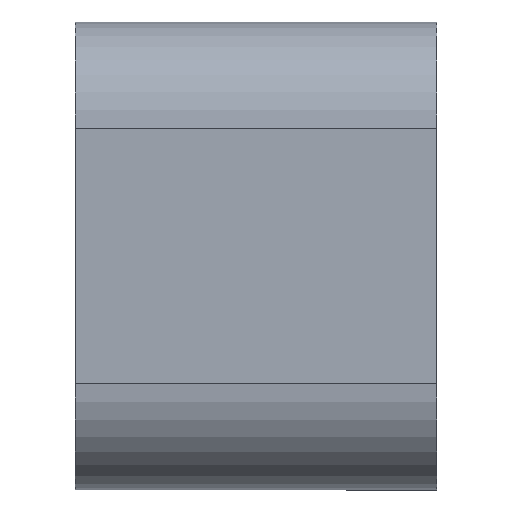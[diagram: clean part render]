
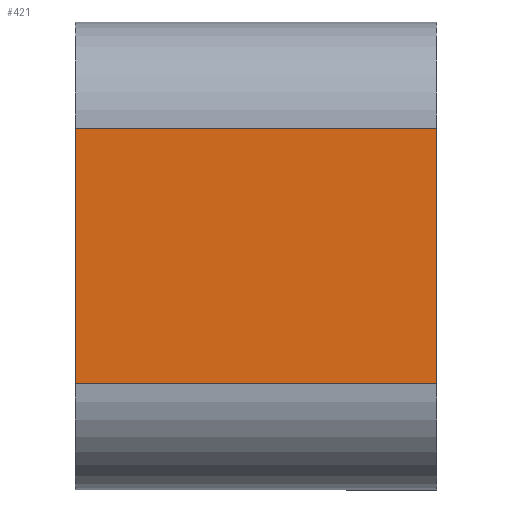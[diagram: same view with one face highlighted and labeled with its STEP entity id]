
A CAD part, front view. The second image highlights one B-rep face of the part: STEP entity #421.
In plain terms, the highlighted planar face has unit normal (0, -1, 0).
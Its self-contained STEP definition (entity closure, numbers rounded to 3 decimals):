
#34 = ORIENTED_EDGE ( 'NONE', *, *, #464, .T. ) ;
#38 = VECTOR ( 'NONE', #460, 1000. ) ;
#41 = LINE ( 'NONE', #355, #483 ) ;
#61 = VERTEX_POINT ( 'NONE', #329 ) ;
#79 = EDGE_CURVE ( 'NONE', #61, #397, #109, .T. ) ;
#102 = DIRECTION ( 'NONE',  ( 0., 0., -1. ) ) ;
#103 = CARTESIAN_POINT ( 'NONE',  ( 8.5, -4., 11. ) ) ;
#109 = LINE ( 'NONE', #103, #38 ) ;
#140 = DIRECTION ( 'NONE',  ( 0., -1., 0. ) ) ;
#142 = VECTOR ( 'NONE', #102, 1000. ) ;
#163 = DIRECTION ( 'NONE',  ( 0., 0., -1. ) ) ;
#165 = CARTESIAN_POINT ( 'NONE',  ( 0., -4., 0. ) ) ;
#172 = EDGE_CURVE ( 'NONE', #223, #61, #542, .T. ) ;
#190 = AXIS2_PLACEMENT_3D ( 'NONE', #165, #140, #163 ) ;
#222 = VECTOR ( 'NONE', #418, 1000. ) ;
#223 = VERTEX_POINT ( 'NONE', #424 ) ;
#260 = LINE ( 'NONE', #307, #142 ) ;
#287 = CARTESIAN_POINT ( 'NONE',  ( 8.5, -4., -6. ) ) ;
#300 = CARTESIAN_POINT ( 'NONE',  ( 8.5, -4., 6. ) ) ;
#307 = CARTESIAN_POINT ( 'NONE',  ( -8.5, -4., 11. ) ) ;
#308 = ORIENTED_EDGE ( 'NONE', *, *, #79, .T. ) ;
#329 = CARTESIAN_POINT ( 'NONE',  ( 8.5, -4., -6. ) ) ;
#339 = VERTEX_POINT ( 'NONE', #500 ) ;
#355 = CARTESIAN_POINT ( 'NONE',  ( -8.5, -4., 6. ) ) ;
#392 = FACE_OUTER_BOUND ( 'NONE', #476, .T. ) ;
#397 = VERTEX_POINT ( 'NONE', #300 ) ;
#398 = DIRECTION ( 'NONE',  ( -1., 0., 0. ) ) ;
#418 = DIRECTION ( 'NONE',  ( 1., 0., 0. ) ) ;
#421 = ADVANCED_FACE ( 'NONE', ( #392 ), #528, .T. ) ;
#424 = CARTESIAN_POINT ( 'NONE',  ( -8.5, -4., -6. ) ) ;
#460 = DIRECTION ( 'NONE',  ( 0., 0., 1. ) ) ;
#461 = EDGE_CURVE ( 'NONE', #339, #223, #260, .T. ) ;
#464 = EDGE_CURVE ( 'NONE', #397, #339, #41, .T. ) ;
#476 = EDGE_LOOP ( 'NONE', ( #484, #540, #308, #34 ) ) ;
#483 = VECTOR ( 'NONE', #398, 1000. ) ;
#484 = ORIENTED_EDGE ( 'NONE', *, *, #461, .T. ) ;
#500 = CARTESIAN_POINT ( 'NONE',  ( -8.5, -4., 6. ) ) ;
#528 = PLANE ( 'NONE',  #190 ) ;
#540 = ORIENTED_EDGE ( 'NONE', *, *, #172, .T. ) ;
#542 = LINE ( 'NONE', #287, #222 ) ;
